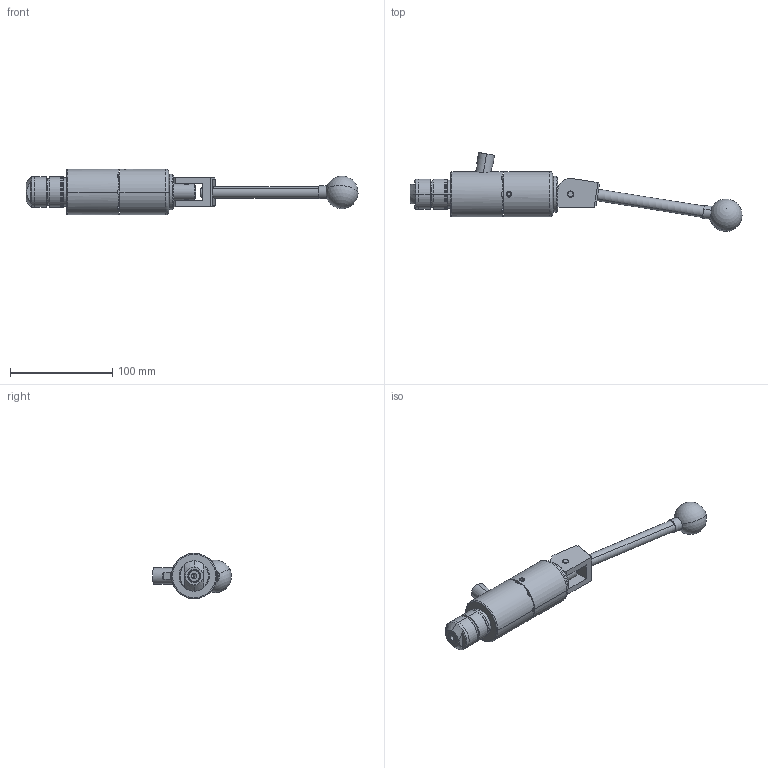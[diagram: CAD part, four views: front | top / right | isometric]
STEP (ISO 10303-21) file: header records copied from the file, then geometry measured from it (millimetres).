
FILE_DESCRIPTION (( 'STEP AP214' ), '1' );
FILE_NAME ('CTSC-003546.STEP', '2025-05-28T12:02:22', ( '' ), ( '' ), 'SwSTEP 2.0', 'SolidWorks 2023', '' );
FILE_SCHEMA (( 'AUTOMOTIVE_DESIGN' ));
Length unit declared in the file: inch
Products named in the file (1): CTSC-003546
Bounding box: 324.96 x 77.27 x 44.45 mm (x, y, z)
Volume: 231369 mm3; surface area: 51839.8 mm2
Topology: 10 solids, 12 shells, 298 faces, 700 edges, 443 vertices
Faces by surface type: cylinder 125, plane 106, cone 44, torus 18, bspline 3, sphere 2
Entity records: 14100 total; most frequent: CARTESIAN_POINT 3437, DIRECTION 1440, ORIENTED_EDGE 1382, EDGE_CURVE 691, AXIS2_PLACEMENT_3D 575, VERTEX_POINT 440, EDGE_LOOP 341, DIMENSIONAL_EXPONENTS 298
